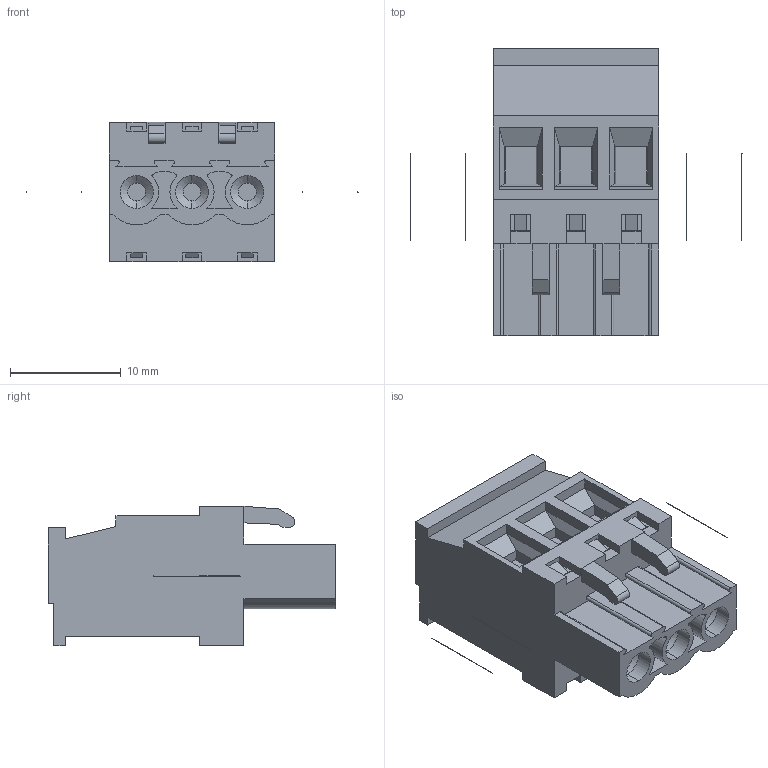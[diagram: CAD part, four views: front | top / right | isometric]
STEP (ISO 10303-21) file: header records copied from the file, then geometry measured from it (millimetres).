
FILE_DESCRIPTION((''),'2;1');
FILE_NAME('WJ2EDGKA-500-3P-00A','2017-03-15T',('QZY'),(''),'CREO PARAMETRIC BY PTC INC, 2014440','CREO PARAMETRIC BY PTC INC, 2014440','');
FILE_SCHEMA(('CONFIG_CONTROL_DESIGN'));
Length unit declared in the file: millimetre
Products named in the file (1): WJ2EDGKA-500-3P-00A
Bounding box: 30.01 x 26 x 12.6 mm (x, y, z)
Volume: 3177.9 mm3; surface area: 2312.8 mm2
Topology: 5 solids, 5 shells, 291 faces, 728 edges, 450 vertices
Faces by surface type: plane 188, cylinder 59, cone 32, torus 12
Entity records: 8575 total; most frequent: CARTESIAN_POINT 1545, DIRECTION 1446, ORIENTED_EDGE 1440, EDGE_CURVE 720, VECTOR 552, LINE 552, VERTEX_POINT 450, AXIS2_PLACEMENT_3D 447
